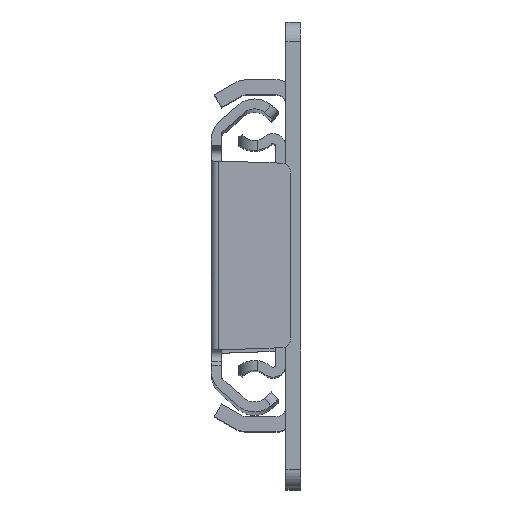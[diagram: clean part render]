
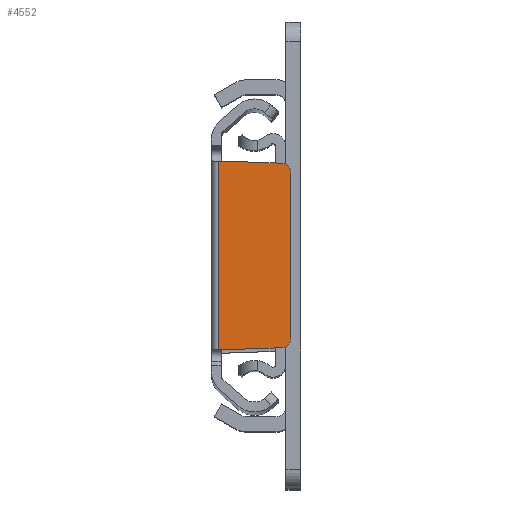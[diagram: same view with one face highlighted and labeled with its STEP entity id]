
A CAD part, top view. The second image highlights one B-rep face of the part: STEP entity #4552.
In plain terms, the highlighted planar face has unit normal (0, 0, 1).
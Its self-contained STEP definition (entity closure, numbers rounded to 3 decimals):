
#4 = VECTOR ( 'NONE', #214, 1000. ) ;
#91 = CARTESIAN_POINT ( 'NONE',  ( 14., 16.579, 0. ) ) ;
#96 = CARTESIAN_POINT ( 'NONE',  ( -0.5, 19., 0. ) ) ;
#214 = DIRECTION ( 'NONE',  ( 0., 1., 0. ) ) ;
#302 = DIRECTION ( 'NONE',  ( 0.999, 0.035, 0. ) ) ;
#346 = DIRECTION ( 'NONE',  ( 1., 0., 0. ) ) ;
#427 = CARTESIAN_POINT ( 'NONE',  ( 12., 16.579, 0. ) ) ;
#549 = CARTESIAN_POINT ( 'NONE',  ( -2., 19., 0. ) ) ;
#603 = EDGE_CURVE ( 'NONE', #1733, #5927, #5766, .T. ) ;
#607 = AXIS2_PLACEMENT_3D ( 'NONE', #4478, #5342, #4452 ) ;
#652 = ORIENTED_EDGE ( 'NONE', *, *, #2437, .T. ) ;
#664 = EDGE_CURVE ( 'NONE', #5371, #3973, #3610, .T. ) ;
#748 = EDGE_CURVE ( 'NONE', #5927, #4178, #2749, .T. ) ;
#786 = EDGE_CURVE ( 'NONE', #5460, #2697, #4626, .T. ) ;
#908 = ORIENTED_EDGE ( 'NONE', *, *, #2030, .T. ) ;
#1018 = VECTOR ( 'NONE', #4402, 1000. ) ;
#1053 = CARTESIAN_POINT ( 'NONE',  ( 12.07, -18.578, 0. ) ) ;
#1282 = AXIS2_PLACEMENT_3D ( 'NONE', #427, #2760, #5083 ) ;
#1323 = VECTOR ( 'NONE', #346, 1000. ) ;
#1329 = EDGE_LOOP ( 'NONE', ( #3181, #4853, #2208, #3806, #908, #2340, #1386, #652 ) ) ;
#1365 = FACE_OUTER_BOUND ( 'NONE', #1329, .T. ) ;
#1386 = ORIENTED_EDGE ( 'NONE', *, *, #748, .T. ) ;
#1691 = VERTEX_POINT ( 'NONE', #3689 ) ;
#1733 = VERTEX_POINT ( 'NONE', #4333 ) ;
#1755 = VECTOR ( 'NONE', #302, 1000. ) ;
#1790 = DIRECTION ( 'NONE',  ( 0., 0., 1. ) ) ;
#2030 = EDGE_CURVE ( 'NONE', #3973, #1733, #5105, .T. ) ;
#2124 = CARTESIAN_POINT ( 'NONE',  ( -0.5, 26.325, 0. ) ) ;
#2191 = EDGE_CURVE ( 'NONE', #5460, #1691, #5790, .T. ) ;
#2208 = ORIENTED_EDGE ( 'NONE', *, *, #5375, .T. ) ;
#2340 = ORIENTED_EDGE ( 'NONE', *, *, #603, .T. ) ;
#2437 = EDGE_CURVE ( 'NONE', #4178, #2697, #4121, .T. ) ;
#2697 = VERTEX_POINT ( 'NONE', #5337 ) ;
#2702 = LINE ( 'NONE', #5949, #1323 ) ;
#2716 = PLANE ( 'NONE',  #3834 ) ;
#2749 = CIRCLE ( 'NONE', #1282, 2. ) ;
#2760 = DIRECTION ( 'NONE',  ( 0., 0., 1. ) ) ;
#3176 = DIRECTION ( 'NONE',  ( -0.999, 0.035, 0. ) ) ;
#3181 = ORIENTED_EDGE ( 'NONE', *, *, #786, .F. ) ;
#3610 = LINE ( 'NONE', #4502, #1755 ) ;
#3635 = DIRECTION ( 'NONE',  ( 1., 0., 0. ) ) ;
#3689 = CARTESIAN_POINT ( 'NONE',  ( -0.5, -19., 0. ) ) ;
#3806 = ORIENTED_EDGE ( 'NONE', *, *, #664, .T. ) ;
#3834 = AXIS2_PLACEMENT_3D ( 'NONE', #4583, #1790, #3635 ) ;
#3973 = VERTEX_POINT ( 'NONE', #1053 ) ;
#4016 = CARTESIAN_POINT ( 'NONE',  ( 12.07, 18.578, 0. ) ) ;
#4038 = VECTOR ( 'NONE', #3176, 1000. ) ;
#4121 = LINE ( 'NONE', #4265, #4038 ) ;
#4178 = VERTEX_POINT ( 'NONE', #4016 ) ;
#4265 = CARTESIAN_POINT ( 'NONE',  ( 0., 19., 0. ) ) ;
#4333 = CARTESIAN_POINT ( 'NONE',  ( 14., -16.579, 0. ) ) ;
#4402 = DIRECTION ( 'NONE',  ( 0., -1., 0. ) ) ;
#4452 = DIRECTION ( 'NONE',  ( 1., 0., 0. ) ) ;
#4478 = CARTESIAN_POINT ( 'NONE',  ( 12., -16.579, 0. ) ) ;
#4502 = CARTESIAN_POINT ( 'NONE',  ( 0., -19., 0. ) ) ;
#4552 = ADVANCED_FACE ( 'NONE', ( #1365 ), #2716, .T. ) ;
#4583 = CARTESIAN_POINT ( 'NONE',  ( 6.7, 26.325, 0. ) ) ;
#4626 = LINE ( 'NONE', #549, #5001 ) ;
#4718 = DIRECTION ( 'NONE',  ( 1., 0., 0. ) ) ;
#4853 = ORIENTED_EDGE ( 'NONE', *, *, #2191, .T. ) ;
#5001 = VECTOR ( 'NONE', #4718, 1000. ) ;
#5083 = DIRECTION ( 'NONE',  ( 1., 0., 0. ) ) ;
#5105 = CIRCLE ( 'NONE', #607, 2. ) ;
#5337 = CARTESIAN_POINT ( 'NONE',  ( 0., 19., 0. ) ) ;
#5342 = DIRECTION ( 'NONE',  ( 0., 0., 1. ) ) ;
#5371 = VERTEX_POINT ( 'NONE', #5493 ) ;
#5375 = EDGE_CURVE ( 'NONE', #1691, #5371, #2702, .T. ) ;
#5391 = CARTESIAN_POINT ( 'NONE',  ( 14., 18.51, 0. ) ) ;
#5460 = VERTEX_POINT ( 'NONE', #96 ) ;
#5493 = CARTESIAN_POINT ( 'NONE',  ( 0., -19., 0. ) ) ;
#5766 = LINE ( 'NONE', #5391, #4 ) ;
#5790 = LINE ( 'NONE', #2124, #1018 ) ;
#5927 = VERTEX_POINT ( 'NONE', #91 ) ;
#5949 = CARTESIAN_POINT ( 'NONE',  ( -2., -19., 0. ) ) ;
